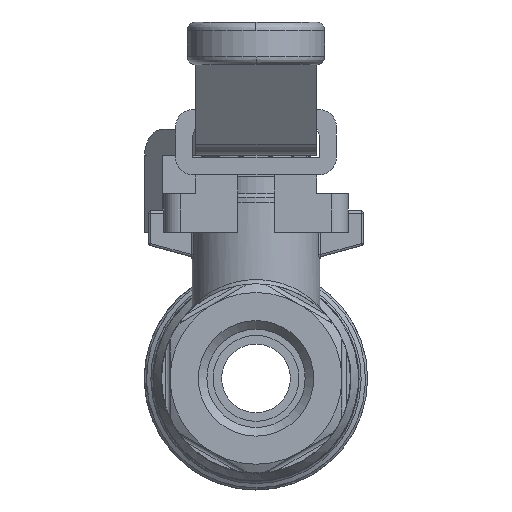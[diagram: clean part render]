
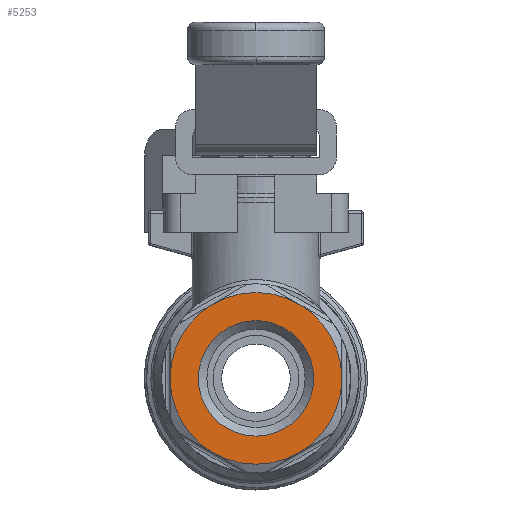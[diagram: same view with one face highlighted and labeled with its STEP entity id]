
A CAD part, front view. The second image highlights one B-rep face of the part: STEP entity #5253.
In plain terms, the highlighted planar face has unit normal (0, -1, 0).
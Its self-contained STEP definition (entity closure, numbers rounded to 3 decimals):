
#453=CIRCLE('',#7287,6.723);
#454=CIRCLE('',#7288,10.);
#455=CIRCLE('',#7289,10.);
#456=CIRCLE('',#7290,10.);
#457=CIRCLE('',#7291,10.);
#458=CIRCLE('',#7292,10.);
#459=CIRCLE('',#7293,10.);
#1557=ORIENTED_EDGE('',*,*,#2620,.T.);
#1558=ORIENTED_EDGE('',*,*,#2621,.T.);
#1559=ORIENTED_EDGE('',*,*,#2622,.T.);
#1560=ORIENTED_EDGE('',*,*,#2623,.T.);
#1561=ORIENTED_EDGE('',*,*,#2624,.T.);
#1562=ORIENTED_EDGE('',*,*,#2625,.T.);
#1563=ORIENTED_EDGE('',*,*,#2626,.T.);
#2620=EDGE_CURVE('',#3224,#3224,#453,.T.);
#2621=EDGE_CURVE('',#3225,#3226,#454,.F.);
#2622=EDGE_CURVE('',#3226,#3227,#455,.F.);
#2623=EDGE_CURVE('',#3227,#3228,#456,.F.);
#2624=EDGE_CURVE('',#3228,#3229,#457,.F.);
#2625=EDGE_CURVE('',#3229,#3230,#458,.F.);
#2626=EDGE_CURVE('',#3230,#3225,#459,.F.);
#3224=VERTEX_POINT('',#10518);
#3225=VERTEX_POINT('',#10520);
#3226=VERTEX_POINT('',#10521);
#3227=VERTEX_POINT('',#10523);
#3228=VERTEX_POINT('',#10525);
#3229=VERTEX_POINT('',#10527);
#3230=VERTEX_POINT('',#10529);
#4344=EDGE_LOOP('',(#1557));
#4345=EDGE_LOOP('',(#1558,#1559,#1560,#1561,#1562,#1563));
#4744=FACE_BOUND('',#4344,.T.);
#4745=FACE_BOUND('',#4345,.T.);
#5010=PLANE('',#7286);
#5253=ADVANCED_FACE('',(#4744,#4745),#5010,.F.);
#7286=AXIS2_PLACEMENT_3D('',#10516,#8484,#8485);
#7287=AXIS2_PLACEMENT_3D('',#10517,#8486,#8487);
#7288=AXIS2_PLACEMENT_3D('',#10519,#8488,#8489);
#7289=AXIS2_PLACEMENT_3D('',#10522,#8490,#8491);
#7290=AXIS2_PLACEMENT_3D('',#10524,#8492,#8493);
#7291=AXIS2_PLACEMENT_3D('',#10526,#8494,#8495);
#7292=AXIS2_PLACEMENT_3D('',#10528,#8496,#8497);
#7293=AXIS2_PLACEMENT_3D('',#10530,#8498,#8499);
#8484=DIRECTION('',(0.,1.,0.));
#8485=DIRECTION('',(0.,0.,1.));
#8486=DIRECTION('',(0.,1.,0.));
#8487=DIRECTION('',(0.,0.,1.));
#8488=DIRECTION('',(0.,1.,0.));
#8489=DIRECTION('',(0.,0.,1.));
#8490=DIRECTION('',(0.,1.,0.));
#8491=DIRECTION('',(0.,0.,1.));
#8492=DIRECTION('',(0.,1.,0.));
#8493=DIRECTION('',(0.,0.,1.));
#8494=DIRECTION('',(0.,1.,0.));
#8495=DIRECTION('',(0.,0.,1.));
#8496=DIRECTION('',(0.,1.,0.));
#8497=DIRECTION('',(0.,0.,1.));
#8498=DIRECTION('',(0.,1.,0.));
#8499=DIRECTION('',(0.,0.,1.));
#10516=CARTESIAN_POINT('',(0.,-20.,0.));
#10517=CARTESIAN_POINT('',(0.,-20.,0.));
#10518=CARTESIAN_POINT('',(0.,-20.,6.723));
#10519=CARTESIAN_POINT('',(0.,-20.,0.));
#10520=CARTESIAN_POINT('',(5.,-20.,-8.66));
#10521=CARTESIAN_POINT('',(10.,-20.,0.));
#10522=CARTESIAN_POINT('',(0.,-20.,0.));
#10523=CARTESIAN_POINT('',(5.,-20.,8.66));
#10524=CARTESIAN_POINT('',(0.,-20.,0.));
#10525=CARTESIAN_POINT('',(-5.,-20.,8.66));
#10526=CARTESIAN_POINT('',(0.,-20.,0.));
#10527=CARTESIAN_POINT('',(-10.,-20.,0.));
#10528=CARTESIAN_POINT('',(0.,-20.,0.));
#10529=CARTESIAN_POINT('',(-5.,-20.,-8.66));
#10530=CARTESIAN_POINT('',(0.,-20.,0.));
